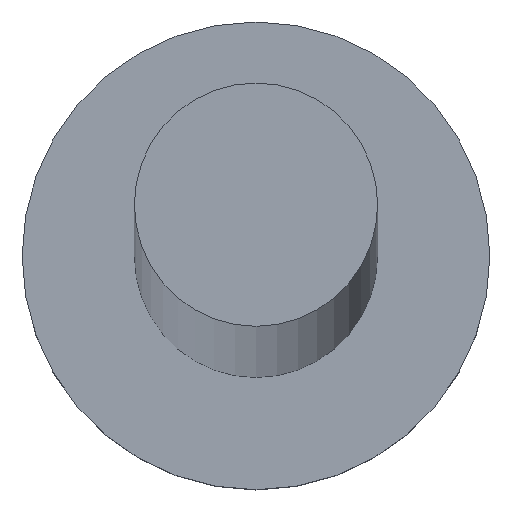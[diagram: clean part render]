
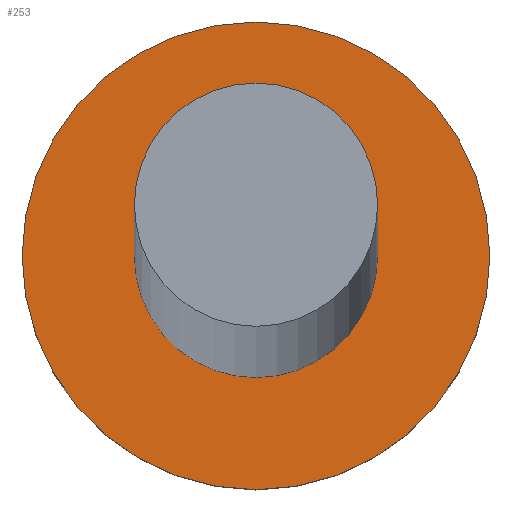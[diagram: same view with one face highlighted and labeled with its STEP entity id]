
A CAD part, top view. The second image highlights one B-rep face of the part: STEP entity #253.
In plain terms, the highlighted planar face has unit normal (0, 0, 1).
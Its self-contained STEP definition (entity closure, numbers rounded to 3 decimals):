
#11 = AXIS2_PLACEMENT_3D ( 'NONE', #132, #24, #97 ) ;
#23 = VERTEX_POINT ( 'NONE', #91 ) ;
#24 = DIRECTION ( 'NONE',  ( 0., 0., 1. ) ) ;
#26 = DIRECTION ( 'NONE',  ( 1., 0., 0. ) ) ;
#38 = ORIENTED_EDGE ( 'NONE', *, *, #248, .T. ) ;
#42 = CIRCLE ( 'NONE', #241, 5. ) ;
#48 = CARTESIAN_POINT ( 'NONE',  ( 5., 0., 3. ) ) ;
#52 = CIRCLE ( 'NONE', #86, 2.6 ) ;
#62 = DIRECTION ( 'NONE',  ( 0., 0., 1. ) ) ;
#72 = CARTESIAN_POINT ( 'NONE',  ( 0., 0., 3. ) ) ;
#75 = VERTEX_POINT ( 'NONE', #48 ) ;
#86 = AXIS2_PLACEMENT_3D ( 'NONE', #72, #222, #203 ) ;
#91 = CARTESIAN_POINT ( 'NONE',  ( -2.6, 0., 3. ) ) ;
#97 = DIRECTION ( 'NONE',  ( 1., 0., 0. ) ) ;
#98 = VERTEX_POINT ( 'NONE', #106 ) ;
#99 = AXIS2_PLACEMENT_3D ( 'NONE', #100, #102, #180 ) ;
#100 = CARTESIAN_POINT ( 'NONE',  ( 0., 0., 3. ) ) ;
#102 = DIRECTION ( 'NONE',  ( 0., 0., 1. ) ) ;
#106 = CARTESIAN_POINT ( 'NONE',  ( -5., 0., 3. ) ) ;
#109 = EDGE_CURVE ( 'NONE', #254, #23, #52, .T. ) ;
#115 = FACE_BOUND ( 'NONE', #238, .T. ) ;
#117 = DIRECTION ( 'NONE',  ( 0., 0., 1. ) ) ;
#118 = CARTESIAN_POINT ( 'NONE',  ( 0., 0., 3. ) ) ;
#132 = CARTESIAN_POINT ( 'NONE',  ( 0., 0., 3. ) ) ;
#141 = AXIS2_PLACEMENT_3D ( 'NONE', #118, #117, #26 ) ;
#152 = EDGE_LOOP ( 'NONE', ( #171, #38 ) ) ;
#155 = ORIENTED_EDGE ( 'NONE', *, *, #109, .F. ) ;
#161 = EDGE_CURVE ( 'NONE', #98, #75, #226, .T. ) ;
#166 = EDGE_CURVE ( 'NONE', #23, #254, #208, .T. ) ;
#171 = ORIENTED_EDGE ( 'NONE', *, *, #161, .T. ) ;
#177 = CARTESIAN_POINT ( 'NONE',  ( 2.6, 0., 3. ) ) ;
#180 = DIRECTION ( 'NONE',  ( 1., 0., 0. ) ) ;
#198 = PLANE ( 'NONE',  #11 ) ;
#203 = DIRECTION ( 'NONE',  ( 1., 0., 0. ) ) ;
#208 = CIRCLE ( 'NONE', #99, 2.6 ) ;
#216 = FACE_OUTER_BOUND ( 'NONE', #152, .T. ) ;
#219 = DIRECTION ( 'NONE',  ( 1., 0., 0. ) ) ;
#222 = DIRECTION ( 'NONE',  ( 0., 0., 1. ) ) ;
#226 = CIRCLE ( 'NONE', #141, 5. ) ;
#237 = CARTESIAN_POINT ( 'NONE',  ( 0., 0., 3. ) ) ;
#238 = EDGE_LOOP ( 'NONE', ( #251, #155 ) ) ;
#241 = AXIS2_PLACEMENT_3D ( 'NONE', #237, #62, #219 ) ;
#248 = EDGE_CURVE ( 'NONE', #75, #98, #42, .T. ) ;
#251 = ORIENTED_EDGE ( 'NONE', *, *, #166, .F. ) ;
#253 = ADVANCED_FACE ( 'NONE', ( #115, #216 ), #198, .T. ) ;
#254 = VERTEX_POINT ( 'NONE', #177 ) ;
